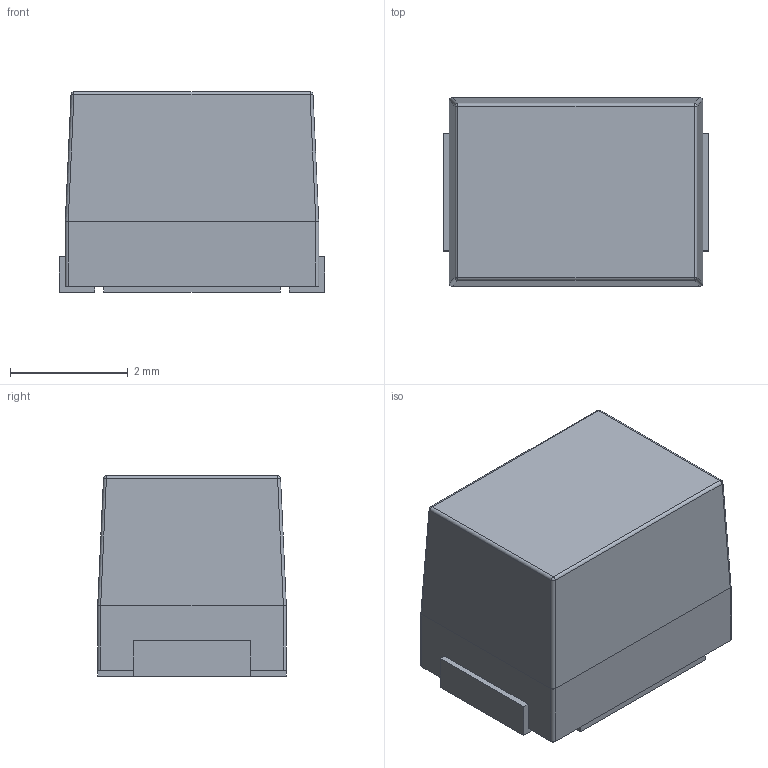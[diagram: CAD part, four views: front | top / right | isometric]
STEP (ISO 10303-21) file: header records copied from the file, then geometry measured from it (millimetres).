
FILE_DESCRIPTION((''),'2;1');
FILE_NAME('INDM4532X340N.stp','2010-07-16T12:11:38',(''),(''),'Mechanical Desktop 2010','Mechanical Desktop 2010',', , ');
FILE_SCHEMA(('AUTOMOTIVE_DESIGN { 1 2 10303 214 1 1 1 1 }'));
Length unit declared in the file: millimetre
Products named in the file (1): Product
Bounding box: 4.5 x 3.2 x 3.4 mm (x, y, z)
Volume: 45.2 mm3; surface area: 105.4 mm2
Topology: 4 solids, 4 shells, 60 faces, 148 edges, 92 vertices
Faces by surface type: plane 24, bspline 20, cylinder 12, sphere 4
Entity records: 1761 total; most frequent: CARTESIAN_POINT 357, ORIENTED_EDGE 288, DIRECTION 246, EDGE_CURVE 144, VECTOR 124, LINE 124, VERTEX_POINT 92, AXIS2_PLACEMENT_3D 61
